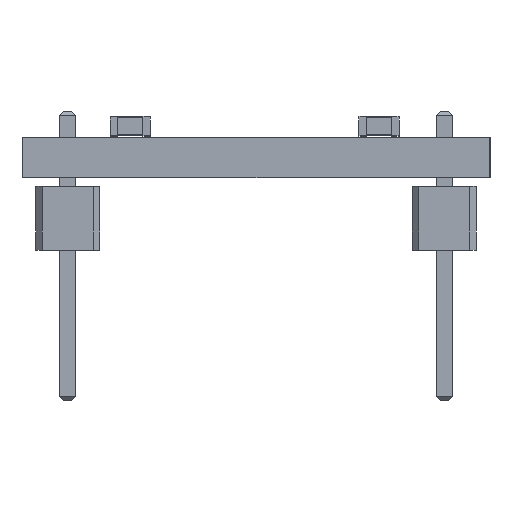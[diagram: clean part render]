
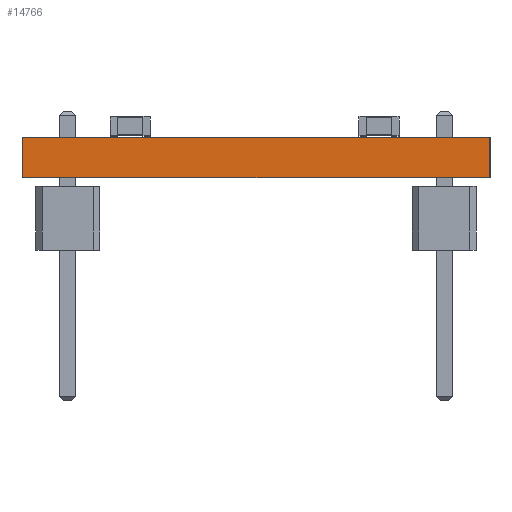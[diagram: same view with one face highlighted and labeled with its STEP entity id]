
A CAD part, front view. The second image highlights one B-rep face of the part: STEP entity #14766.
In plain terms, the highlighted planar face has unit normal (0, -1, 0).
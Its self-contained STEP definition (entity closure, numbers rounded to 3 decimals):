
#14650 = EDGE_CURVE('',#14651,#14653,#14655,.T.);
#14651 = VERTEX_POINT('',#14652);
#14652 = CARTESIAN_POINT('',(-9.271,-9.55,0.));
#14653 = VERTEX_POINT('',#14654);
#14654 = CARTESIAN_POINT('',(-9.271,-9.55,1.6));
#14655 = SURFACE_CURVE('',#14656,(#14660,#14672),.PCURVE_S1.);
#14656 = LINE('',#14657,#14658);
#14657 = CARTESIAN_POINT('',(-9.271,-9.55,0.));
#14658 = VECTOR('',#14659,1.);
#14659 = DIRECTION('',(0.,0.,1.));
#14660 = PCURVE('',#14661,#14666);
#14661 = PLANE('',#14662);
#14662 = AXIS2_PLACEMENT_3D('',#14663,#14664,#14665);
#14663 = CARTESIAN_POINT('',(-9.271,-9.55,0.));
#14664 = DIRECTION('',(-1.,-0.001,0.));
#14665 = DIRECTION('',(-0.001,1.,0.));
#14666 = DEFINITIONAL_REPRESENTATION('',(#14667),#14671);
#14667 = LINE('',#14668,#14669);
#14668 = CARTESIAN_POINT('',(0.,0.));
#14669 = VECTOR('',#14670,1.);
#14670 = DIRECTION('',(0.,-1.));
#14671 = ( GEOMETRIC_REPRESENTATION_CONTEXT(2) 
PARAMETRIC_REPRESENTATION_CONTEXT() REPRESENTATION_CONTEXT('2D SPACE',''
  ) );
#14672 = PCURVE('',#14673,#14678);
#14673 = PLANE('',#14674);
#14674 = AXIS2_PLACEMENT_3D('',#14675,#14676,#14677);
#14675 = CARTESIAN_POINT('',(9.322,-9.55,0.));
#14676 = DIRECTION('',(0.,-1.,0.));
#14677 = DIRECTION('',(-1.,0.,0.));
#14678 = DEFINITIONAL_REPRESENTATION('',(#14679),#14683);
#14679 = LINE('',#14680,#14681);
#14680 = CARTESIAN_POINT('',(18.593,0.));
#14681 = VECTOR('',#14682,1.);
#14682 = DIRECTION('',(0.,-1.));
#14683 = ( GEOMETRIC_REPRESENTATION_CONTEXT(2) 
PARAMETRIC_REPRESENTATION_CONTEXT() REPRESENTATION_CONTEXT('2D SPACE',''
  ) );
#14701 = PLANE('',#14702);
#14702 = AXIS2_PLACEMENT_3D('',#14703,#14704,#14705);
#14703 = CARTESIAN_POINT('',(0.025,0.908,1.6));
#14704 = DIRECTION('',(-0.,-0.,-1.));
#14705 = DIRECTION('',(-1.,0.,0.));
#14755 = PLANE('',#14756);
#14756 = AXIS2_PLACEMENT_3D('',#14757,#14758,#14759);
#14757 = CARTESIAN_POINT('',(0.025,0.908,0.));
#14758 = DIRECTION('',(-0.,-0.,-1.));
#14759 = DIRECTION('',(-1.,0.,0.));
#14766 = ADVANCED_FACE('',(#14767),#14673,.T.);
#14767 = FACE_BOUND('',#14768,.T.);
#14768 = EDGE_LOOP('',(#14769,#14799,#14820,#14821));
#14769 = ORIENTED_EDGE('',*,*,#14770,.T.);
#14770 = EDGE_CURVE('',#14771,#14773,#14775,.T.);
#14771 = VERTEX_POINT('',#14772);
#14772 = CARTESIAN_POINT('',(9.322,-9.55,0.));
#14773 = VERTEX_POINT('',#14774);
#14774 = CARTESIAN_POINT('',(9.322,-9.55,1.6));
#14775 = SURFACE_CURVE('',#14776,(#14780,#14787),.PCURVE_S1.);
#14776 = LINE('',#14777,#14778);
#14777 = CARTESIAN_POINT('',(9.322,-9.55,0.));
#14778 = VECTOR('',#14779,1.);
#14779 = DIRECTION('',(0.,0.,1.));
#14780 = PCURVE('',#14673,#14781);
#14781 = DEFINITIONAL_REPRESENTATION('',(#14782),#14786);
#14782 = LINE('',#14783,#14784);
#14783 = CARTESIAN_POINT('',(0.,-0.));
#14784 = VECTOR('',#14785,1.);
#14785 = DIRECTION('',(0.,-1.));
#14786 = ( GEOMETRIC_REPRESENTATION_CONTEXT(2) 
PARAMETRIC_REPRESENTATION_CONTEXT() REPRESENTATION_CONTEXT('2D SPACE',''
  ) );
#14787 = PCURVE('',#14788,#14793);
#14788 = PLANE('',#14789);
#14789 = AXIS2_PLACEMENT_3D('',#14790,#14791,#14792);
#14790 = CARTESIAN_POINT('',(9.347,11.354,0.));
#14791 = DIRECTION('',(1.,-0.001,0.));
#14792 = DIRECTION('',(-0.001,-1.,0.));
#14793 = DEFINITIONAL_REPRESENTATION('',(#14794),#14798);
#14794 = LINE('',#14795,#14796);
#14795 = CARTESIAN_POINT('',(20.904,0.));
#14796 = VECTOR('',#14797,1.);
#14797 = DIRECTION('',(0.,-1.));
#14798 = ( GEOMETRIC_REPRESENTATION_CONTEXT(2) 
PARAMETRIC_REPRESENTATION_CONTEXT() REPRESENTATION_CONTEXT('2D SPACE',''
  ) );
#14799 = ORIENTED_EDGE('',*,*,#14800,.T.);
#14800 = EDGE_CURVE('',#14773,#14653,#14801,.T.);
#14801 = SURFACE_CURVE('',#14802,(#14806,#14813),.PCURVE_S1.);
#14802 = LINE('',#14803,#14804);
#14803 = CARTESIAN_POINT('',(9.322,-9.55,1.6));
#14804 = VECTOR('',#14805,1.);
#14805 = DIRECTION('',(-1.,0.,0.));
#14806 = PCURVE('',#14673,#14807);
#14807 = DEFINITIONAL_REPRESENTATION('',(#14808),#14812);
#14808 = LINE('',#14809,#14810);
#14809 = CARTESIAN_POINT('',(0.,-1.6));
#14810 = VECTOR('',#14811,1.);
#14811 = DIRECTION('',(1.,0.));
#14812 = ( GEOMETRIC_REPRESENTATION_CONTEXT(2) 
PARAMETRIC_REPRESENTATION_CONTEXT() REPRESENTATION_CONTEXT('2D SPACE',''
  ) );
#14813 = PCURVE('',#14701,#14814);
#14814 = DEFINITIONAL_REPRESENTATION('',(#14815),#14819);
#14815 = LINE('',#14816,#14817);
#14816 = CARTESIAN_POINT('',(-9.296,-10.459));
#14817 = VECTOR('',#14818,1.);
#14818 = DIRECTION('',(1.,0.));
#14819 = ( GEOMETRIC_REPRESENTATION_CONTEXT(2) 
PARAMETRIC_REPRESENTATION_CONTEXT() REPRESENTATION_CONTEXT('2D SPACE',''
  ) );
#14820 = ORIENTED_EDGE('',*,*,#14650,.F.);
#14821 = ORIENTED_EDGE('',*,*,#14822,.F.);
#14822 = EDGE_CURVE('',#14771,#14651,#14823,.T.);
#14823 = SURFACE_CURVE('',#14824,(#14828,#14835),.PCURVE_S1.);
#14824 = LINE('',#14825,#14826);
#14825 = CARTESIAN_POINT('',(9.322,-9.55,0.));
#14826 = VECTOR('',#14827,1.);
#14827 = DIRECTION('',(-1.,0.,0.));
#14828 = PCURVE('',#14673,#14829);
#14829 = DEFINITIONAL_REPRESENTATION('',(#14830),#14834);
#14830 = LINE('',#14831,#14832);
#14831 = CARTESIAN_POINT('',(0.,-0.));
#14832 = VECTOR('',#14833,1.);
#14833 = DIRECTION('',(1.,0.));
#14834 = ( GEOMETRIC_REPRESENTATION_CONTEXT(2) 
PARAMETRIC_REPRESENTATION_CONTEXT() REPRESENTATION_CONTEXT('2D SPACE',''
  ) );
#14835 = PCURVE('',#14755,#14836);
#14836 = DEFINITIONAL_REPRESENTATION('',(#14837),#14841);
#14837 = LINE('',#14838,#14839);
#14838 = CARTESIAN_POINT('',(-9.296,-10.459));
#14839 = VECTOR('',#14840,1.);
#14840 = DIRECTION('',(1.,0.));
#14841 = ( GEOMETRIC_REPRESENTATION_CONTEXT(2) 
PARAMETRIC_REPRESENTATION_CONTEXT() REPRESENTATION_CONTEXT('2D SPACE',''
  ) );
